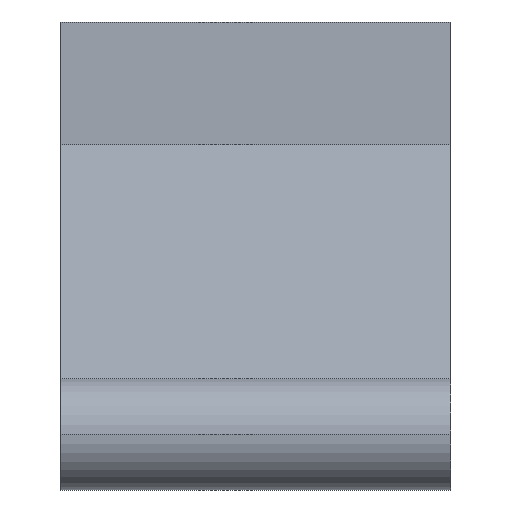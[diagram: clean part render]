
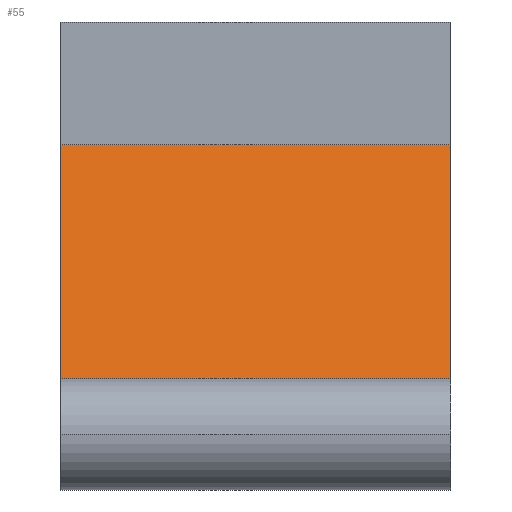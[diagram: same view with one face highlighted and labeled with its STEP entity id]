
A CAD part, front view. The second image highlights one B-rep face of the part: STEP entity #55.
In plain terms, the highlighted planar face has unit normal (0, -0.966, 0.259).
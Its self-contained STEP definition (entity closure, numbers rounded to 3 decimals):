
#55=ADVANCED_FACE('',(#118),#119,.T.);
#118=FACE_OUTER_BOUND('',#186,.T.);
#119=PLANE('',#187);
#186=EDGE_LOOP('',(#273,#274,#275,#276));
#187=AXIS2_PLACEMENT_3D('',#277,#278,#279);
#273=ORIENTED_EDGE('',*,*,#446,.F.);
#274=ORIENTED_EDGE('',*,*,#447,.F.);
#275=ORIENTED_EDGE('',*,*,#448,.T.);
#276=ORIENTED_EDGE('',*,*,#449,.T.);
#277=CARTESIAN_POINT('',(12.0,3.243,2.848));
#278=DIRECTION('',(0.0,-0.966,0.259));
#279=DIRECTION('',(1.0,0.0,0.0));
#446=EDGE_CURVE('',#539,#540,#541,.T.);
#447=EDGE_CURVE('',#542,#539,#543,.T.);
#448=EDGE_CURVE('',#542,#544,#545,.T.);
#449=EDGE_CURVE('',#544,#540,#546,.T.);
#539=VERTEX_POINT('',#665);
#540=VERTEX_POINT('',#666);
#541=LINE('',#667,#668);
#542=VERTEX_POINT('',#669);
#543=LINE('',#670,#671);
#544=VERTEX_POINT('',#672);
#545=LINE('',#673,#674);
#546=LINE('',#675,#676);
#665=CARTESIAN_POINT('',(3.5,3.311,3.1));
#666=CARTESIAN_POINT('',(3.5,2.748,1.0));
#667=CARTESIAN_POINT('',(3.5,35.537,123.369));
#668=VECTOR('',#791,1.0);
#669=CARTESIAN_POINT('',(0.0,3.311,3.1));
#670=CARTESIAN_POINT('',(12.0,3.311,3.1));
#671=VECTOR('',#792,1.0);
#672=CARTESIAN_POINT('',(0.0,2.748,1.0));
#673=CARTESIAN_POINT('',(0.0,35.537,123.369));
#674=VECTOR('',#793,1.0);
#675=CARTESIAN_POINT('',(12.0,2.748,1.0));
#676=VECTOR('',#794,1.0);
#791=DIRECTION('',(0.0,-0.259,-0.966));
#792=DIRECTION('',(1.0,0.0,0.0));
#793=DIRECTION('',(0.0,-0.259,-0.966));
#794=DIRECTION('',(1.0,0.0,0.0));
